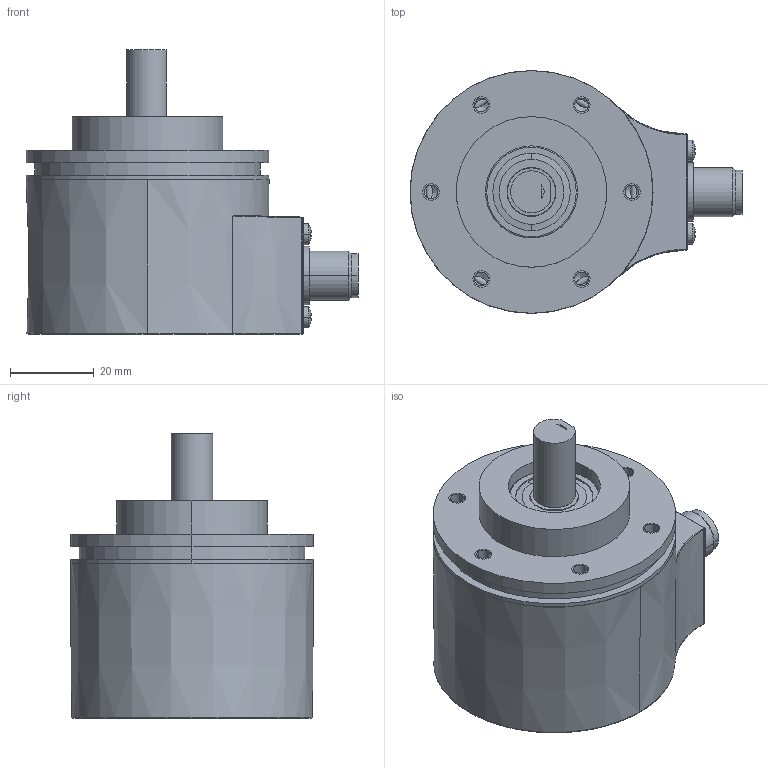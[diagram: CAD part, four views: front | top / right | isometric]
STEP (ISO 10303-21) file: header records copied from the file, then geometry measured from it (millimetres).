
FILE_DESCRIPTION((''),'2;1');
FILE_NAME('EM58S_SSI_M12_R_D10','2014-09-12T',('lika51'),(''),'PRO/ENGINEER BY PARAMETRIC TECHNOLOGY CORPORATION, 2010180','PRO/ENGINEER BY PARAMETRIC TECHNOLOGY CORPORATION, 2010180','');
FILE_SCHEMA(('CONFIG_CONTROL_DESIGN'));
Length unit declared in the file: millimetre
Products named in the file (1): EM58S_SSI_M12_R_D10
Bounding box: 79.34 x 58.08 x 68 mm (x, y, z)
Volume: 51223.6 mm3; surface area: 39184.4 mm2
Topology: 23 solids, 49 shells, 1596 faces, 4868 edges, 2996 vertices
Faces by surface type: plane 1011, cylinder 278, cone 158, torus 79, sphere 44, bspline 26
Entity records: 56061 total; most frequent: CARTESIAN_POINT 12642, ORIENTED_EDGE 9532, DIRECTION 8736, EDGE_CURVE 4790, VERTEX_POINT 2996, VECTOR 2956, LINE 2956, AXIS2_PLACEMENT_3D 2890
